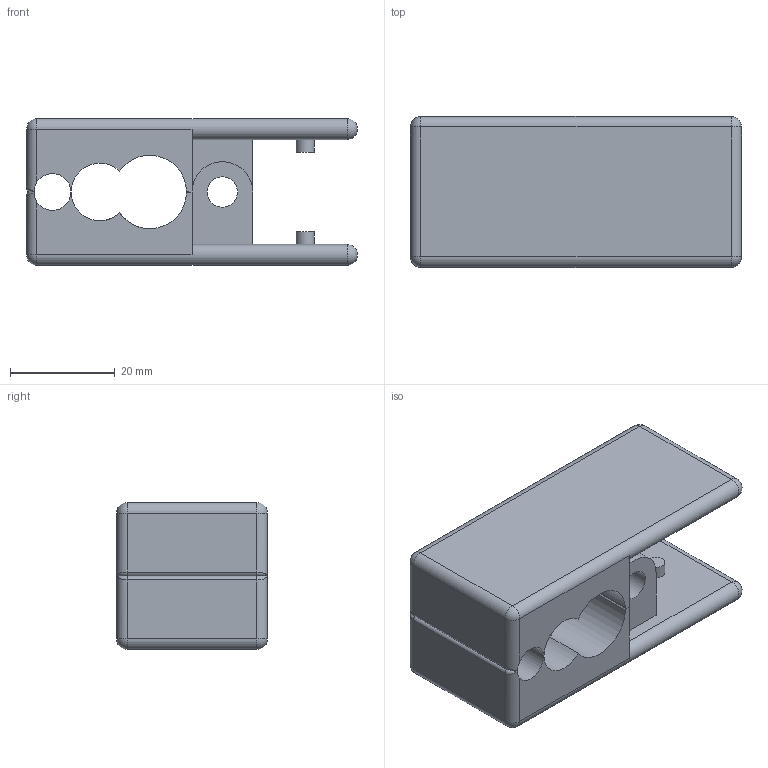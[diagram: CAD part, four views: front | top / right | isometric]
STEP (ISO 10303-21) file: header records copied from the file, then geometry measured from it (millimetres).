
FILE_DESCRIPTION(/* description */ ('STEP AP242','CAx-IF Rec.Pracs.---Representation and Presentation of Product Manufacturing Information (PMI)---4.0---2014-10-13','CAx-IF Rec.Pracs.---3D Tessellated Geometry---0.4---2014-09-14','2;1'),/* implementation_level */ '2;1');
FILE_NAME(/* name */ '6639c20c42a8c02f55676e65',/* time_stamp */ '2024-05-07T05:54:21Z',/* author */ (''),/* organization */ (''),/* preprocessor_version */ 'ST-DEVELOPER v20',/* originating_system */ ' ',/* authorisation */ ' ');
FILE_SCHEMA (('AP242_MANAGED_MODEL_BASED_3D_ENGINEERING_MIM_LF { 1 0 10303 442 1 1 4 }'));
Length unit declared in the file: metre
Products named in the file (2): pen clip fixed; pen clip top
Bounding box: 63.2 x 28.8 x 28 mm (x, y, z)
Volume: 26627.2 mm3; surface area: 12287.9 mm2
Topology: 2 solids, 2 shells, 76 faces, 206 edges, 124 vertices
Faces by surface type: plane 32, cylinder 32, sphere 8, bspline 4
Full cylindrical faces by diameter (mm): 3.4 x2, 5.8 x4, 10 x1
Entity records: 2492 total; most frequent: CARTESIAN_POINT 631, DIRECTION 387, ORIENTED_EDGE 364, EDGE_CURVE 182, AXIS2_PLACEMENT_3D 145, VERTEX_POINT 119, LINE 97, VECTOR 97
